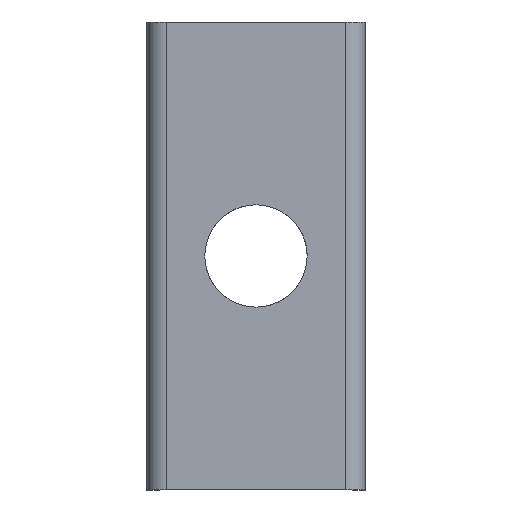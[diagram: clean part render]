
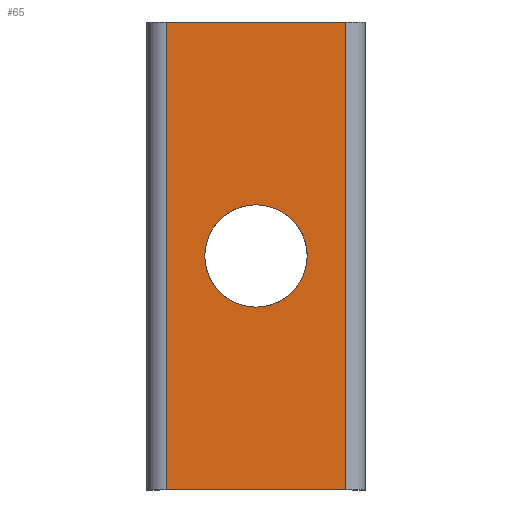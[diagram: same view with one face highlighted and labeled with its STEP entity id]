
A CAD part, top view. The second image highlights one B-rep face of the part: STEP entity #65.
In plain terms, the highlighted planar face has unit normal (0, 0, 1).
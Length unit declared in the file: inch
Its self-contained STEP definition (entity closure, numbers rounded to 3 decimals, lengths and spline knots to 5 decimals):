
#65=ADVANCED_FACE('',(#130,#131),#132,.T.);
#130=FACE_BOUND('',#228,.T.);
#131=FACE_OUTER_BOUND('',#229,.T.);
#132=PLANE('',#230);
#228=EDGE_LOOP('',(#353,#354,#355,#356));
#229=EDGE_LOOP('',(#357,#358,#359,#360));
#230=AXIS2_PLACEMENT_3D('',#361,#362,#363);
#353=ORIENTED_EDGE('',*,*,#457,.T.);
#354=ORIENTED_EDGE('',*,*,#463,.T.);
#355=ORIENTED_EDGE('',*,*,#467,.T.);
#356=ORIENTED_EDGE('',*,*,#448,.T.);
#357=ORIENTED_EDGE('',*,*,#424,.T.);
#358=ORIENTED_EDGE('',*,*,#468,.F.);
#359=ORIENTED_EDGE('',*,*,#469,.T.);
#360=ORIENTED_EDGE('',*,*,#470,.T.);
#361=CARTESIAN_POINT('',(0.93305,4.0,0.35483));
#362=DIRECTION('',(0.0,0.0,1.0));
#363=DIRECTION('',(-1.0,0.0,0.0));
#424=EDGE_CURVE('',#496,#494,#497,.T.);
#448=EDGE_CURVE('',#536,#534,#537,.T.);
#457=EDGE_CURVE('',#534,#547,#549,.T.);
#463=EDGE_CURVE('',#547,#555,#557,.T.);
#467=EDGE_CURVE('',#555,#536,#561,.T.);
#468=EDGE_CURVE('',#562,#494,#563,.T.);
#469=EDGE_CURVE('',#562,#564,#565,.T.);
#470=EDGE_CURVE('',#564,#496,#566,.T.);
#494=VERTEX_POINT('',#596);
#496=VERTEX_POINT('',#601);
#497=LINE('',#602,#603);
#534=VERTEX_POINT('',#674);
#536=VERTEX_POINT('',#677);
#537=B_SPLINE_CURVE_WITH_KNOTS('',3,(#678,#679,#680,#681),.UNSPECIFIED.,.F.,.F.,(4,4),(-1.0,-0.0),.UNSPECIFIED.);
#547=VERTEX_POINT('',#695);
#549=B_SPLINE_CURVE_WITH_KNOTS('',3,(#698,#699,#700,#701),.UNSPECIFIED.,.F.,.F.,(4,4),(-1.0,-0.0),.UNSPECIFIED.);
#555=VERTEX_POINT('',#709);
#557=B_SPLINE_CURVE_WITH_KNOTS('',3,(#712,#713,#714,#715),.UNSPECIFIED.,.F.,.F.,(4,4),(-1.0,-0.0),.UNSPECIFIED.);
#561=B_SPLINE_CURVE_WITH_KNOTS('',3,(#722,#723,#724,#725),.UNSPECIFIED.,.F.,.F.,(4,4),(-1.0,-0.0),.UNSPECIFIED.);
#562=VERTEX_POINT('',#726);
#563=LINE('',#727,#728);
#564=VERTEX_POINT('',#729);
#565=LINE('',#730,#731);
#566=LINE('',#732,#733);
#596=CARTESIAN_POINT('',(1.69859,0.,0.35483));
#601=CARTESIAN_POINT('',(0.16751,0.,0.35483));
#602=CARTESIAN_POINT('',(1.69859,0.,0.35483));
#603=VECTOR('',#767,1.0);
#674=CARTESIAN_POINT('',(0.93297,1.5625,0.35483));
#677=CARTESIAN_POINT('',(1.37047,2.0,0.35483));
#678=CARTESIAN_POINT('',(1.37047,2.0,0.35483));
#679=CARTESIAN_POINT('',(1.37047,1.75838,0.35483));
#680=CARTESIAN_POINT('',(1.17462,1.5625,0.35483));
#681=CARTESIAN_POINT('',(0.93297,1.5625,0.35483));
#695=CARTESIAN_POINT('',(0.49547,2.0,0.35483));
#698=CARTESIAN_POINT('',(0.93297,1.5625,0.35483));
#699=CARTESIAN_POINT('',(0.69135,1.5625,0.35483));
#700=CARTESIAN_POINT('',(0.49547,1.75838,0.35483));
#701=CARTESIAN_POINT('',(0.49547,2.0,0.35483));
#709=CARTESIAN_POINT('',(0.93297,2.4375,0.35483));
#712=CARTESIAN_POINT('',(0.49547,2.0,0.35483));
#713=CARTESIAN_POINT('',(0.49547,2.24163,0.35483));
#714=CARTESIAN_POINT('',(0.69135,2.4375,0.35483));
#715=CARTESIAN_POINT('',(0.93297,2.4375,0.35483));
#722=CARTESIAN_POINT('',(0.93297,2.4375,0.35483));
#723=CARTESIAN_POINT('',(1.17462,2.4375,0.35483));
#724=CARTESIAN_POINT('',(1.37047,2.24163,0.35483));
#725=CARTESIAN_POINT('',(1.37047,2.0,0.35483));
#726=CARTESIAN_POINT('',(1.69859,4.0,0.35483));
#727=CARTESIAN_POINT('',(1.69859,4.0,0.35483));
#728=VECTOR('',#787,1.0);
#729=CARTESIAN_POINT('',(0.16751,4.0,0.35483));
#730=CARTESIAN_POINT('',(1.69859,4.0,0.35483));
#731=VECTOR('',#788,1.0);
#732=CARTESIAN_POINT('',(0.16751,4.0,0.35483));
#733=VECTOR('',#789,1.0);
#767=DIRECTION('',(1.0,0.0,0.0));
#787=DIRECTION('',(0.0,-1.0,0.0));
#788=DIRECTION('',(-1.0,0.0,0.0));
#789=DIRECTION('',(0.0,-1.0,0.0));
